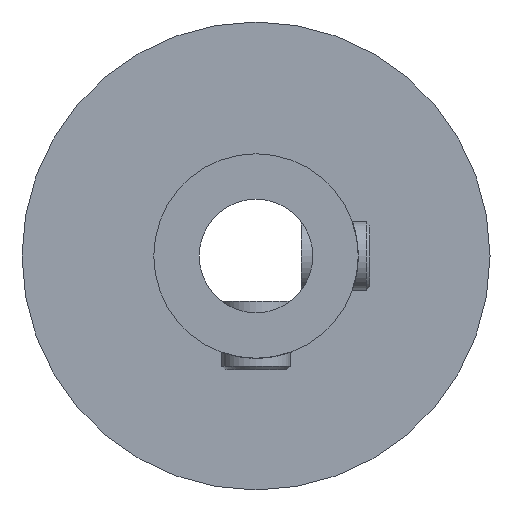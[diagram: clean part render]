
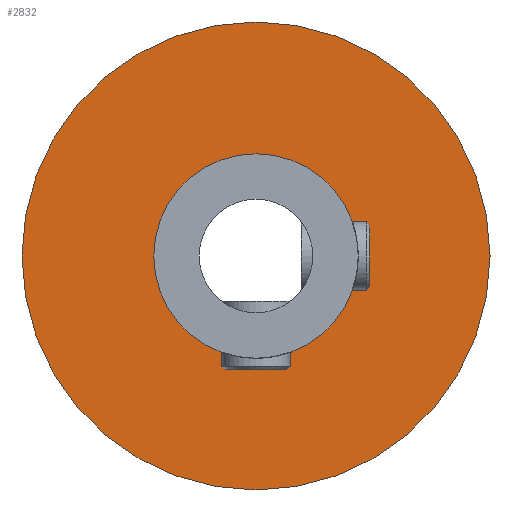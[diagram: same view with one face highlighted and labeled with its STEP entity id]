
A CAD part, front view. The second image highlights one B-rep face of the part: STEP entity #2832.
In plain terms, the highlighted planar face has unit normal (0, -1, 0).
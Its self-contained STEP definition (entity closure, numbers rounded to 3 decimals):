
#197 = VERTEX_POINT ( 'NONE', #7623 ) ;
#243 = DIRECTION ( 'NONE',  ( 0., 1., 0. ) ) ;
#251 = AXIS2_PLACEMENT_3D ( 'NONE', #10358, #5443, #520 ) ;
#520 = DIRECTION ( 'NONE',  ( 0., 0., 1. ) ) ;
#1481 = FACE_BOUND ( 'NONE', #7561, .T. ) ;
#2210 = AXIS2_PLACEMENT_3D ( 'NONE', #5167, #243, #5995 ) ;
#2370 = DIRECTION ( 'NONE',  ( 0., 1., 0. ) ) ;
#2723 = VERTEX_POINT ( 'NONE', #8163 ) ;
#2832 = ADVANCED_FACE ( 'NONE', ( #5713, #1481 ), #10518, .F. ) ;
#3011 = CIRCLE ( 'NONE', #3753, 10.3 ) ;
#3167 = DIRECTION ( 'NONE',  ( 0., 1., 0. ) ) ;
#3384 = CIRCLE ( 'NONE', #251, 10.3 ) ;
#3753 = AXIS2_PLACEMENT_3D ( 'NONE', #7276, #2370, #8096 ) ;
#4159 = EDGE_CURVE ( 'NONE', #197, #10370, #3011, .T. ) ;
#4638 = CARTESIAN_POINT ( 'NONE',  ( 0., 6., 0. ) ) ;
#5167 = CARTESIAN_POINT ( 'NONE',  ( 0., 6., 0. ) ) ;
#5443 = DIRECTION ( 'NONE',  ( 0., 1., 0. ) ) ;
#5473 = DIRECTION ( 'NONE',  ( 0., 0., 1. ) ) ;
#5491 = CIRCLE ( 'NONE', #2210, 4.5 ) ;
#5599 = CARTESIAN_POINT ( 'NONE',  ( 0., 6., 0. ) ) ;
#5649 = AXIS2_PLACEMENT_3D ( 'NONE', #4638, #10387, #5473 ) ;
#5710 = VERTEX_POINT ( 'NONE', #6338 ) ;
#5713 = FACE_OUTER_BOUND ( 'NONE', #6781, .T. ) ;
#5931 = CIRCLE ( 'NONE', #5649, 4.5 ) ;
#5995 = DIRECTION ( 'NONE',  ( 0., 0., 1. ) ) ;
#6006 = AXIS2_PLACEMENT_3D ( 'NONE', #5599, #3167, #8895 ) ;
#6338 = CARTESIAN_POINT ( 'NONE',  ( 0., 6., -4.5 ) ) ;
#6405 = ORIENTED_EDGE ( 'NONE', *, *, #10550, .F. ) ;
#6532 = ORIENTED_EDGE ( 'NONE', *, *, #6825, .T. ) ;
#6776 = ORIENTED_EDGE ( 'NONE', *, *, #9353, .T. ) ;
#6781 = EDGE_LOOP ( 'NONE', ( #6405, #6826 ) ) ;
#6825 = EDGE_CURVE ( 'NONE', #5710, #2723, #5491, .T. ) ;
#6826 = ORIENTED_EDGE ( 'NONE', *, *, #4159, .F. ) ;
#7276 = CARTESIAN_POINT ( 'NONE',  ( 0., 6., 0. ) ) ;
#7561 = EDGE_LOOP ( 'NONE', ( #6532, #6776 ) ) ;
#7623 = CARTESIAN_POINT ( 'NONE',  ( 0., 6., 10.3 ) ) ;
#8096 = DIRECTION ( 'NONE',  ( 0., 0., 1. ) ) ;
#8163 = CARTESIAN_POINT ( 'NONE',  ( 0., 6., 4.5 ) ) ;
#8895 = DIRECTION ( 'NONE',  ( 0., 0., 1. ) ) ;
#9298 = CARTESIAN_POINT ( 'NONE',  ( 0., 6., -10.3 ) ) ;
#9353 = EDGE_CURVE ( 'NONE', #2723, #5710, #5931, .T. ) ;
#10358 = CARTESIAN_POINT ( 'NONE',  ( 0., 6., 0. ) ) ;
#10370 = VERTEX_POINT ( 'NONE', #9298 ) ;
#10387 = DIRECTION ( 'NONE',  ( 0., 1., 0. ) ) ;
#10518 = PLANE ( 'NONE',  #6006 ) ;
#10550 = EDGE_CURVE ( 'NONE', #10370, #197, #3384, .T. ) ;
